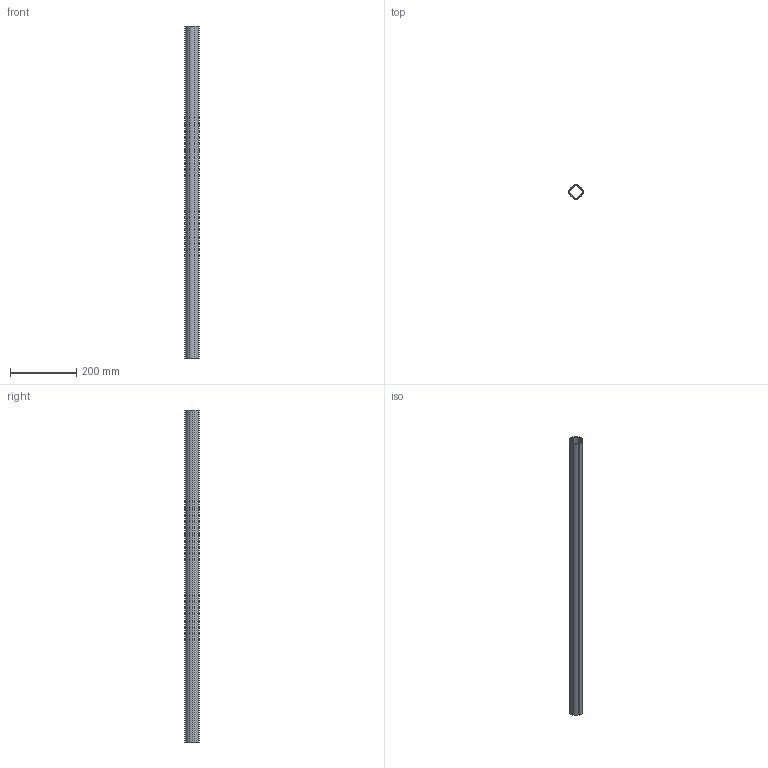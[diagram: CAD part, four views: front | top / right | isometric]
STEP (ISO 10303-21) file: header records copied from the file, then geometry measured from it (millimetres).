
FILE_DESCRIPTION (( 'STEP AP214' ), '1' );
FILE_NAME ('Ñáîðêà8.STEP', '2023-10-31T14:06:26', ( '' ), ( '' ), 'SwSTEP 2.0', 'SolidWorks 2022', '' );
FILE_SCHEMA (( 'AUTOMOTIVE_DESIGN' ));
Length unit declared in the file: millimetre
Products named in the file (2): Сборка8; 443PL Профиль трубный Φ43 (Ан. серебро)_00
Assembly tree (1 placements, depth 2):
  Сборка8
    443PL Профиль трубный Φ43 (Ан. серебро)_00
Bounding box: 43 x 43 x 1000 mm (x, y, z)
Volume: 272558.6 mm3; surface area: 260021.6 mm2
Topology: 1 solids, 1 shells, 64 faces, 186 edges, 124 vertices
Faces by surface type: cylinder 46, plane 18
Entity records: 2232 total; most frequent: DIRECTION 414, CARTESIAN_POINT 378, ORIENTED_EDGE 372, EDGE_CURVE 186, AXIS2_PLACEMENT_3D 160, VERTEX_POINT 124, LINE 94, VECTOR 94
